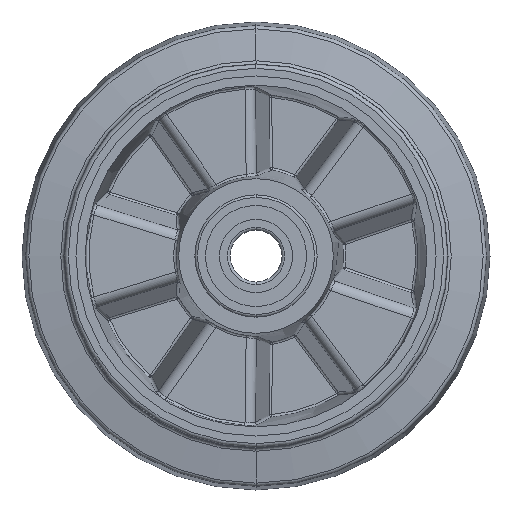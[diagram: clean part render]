
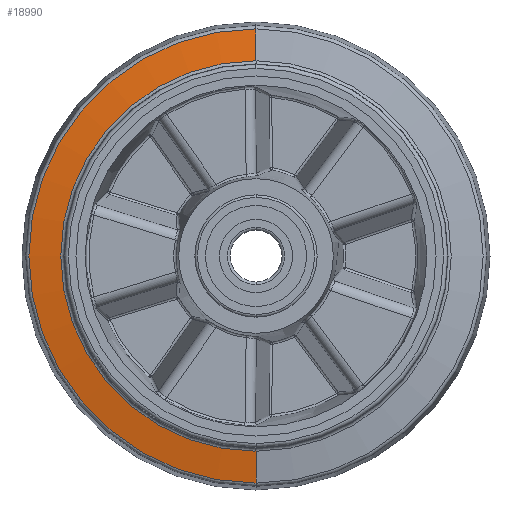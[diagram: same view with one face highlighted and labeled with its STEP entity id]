
A CAD part, left-side view. The second image highlights one B-rep face of the part: STEP entity #18990.
In plain terms, the highlighted conical face has half-angle 80.218 degrees and reference radius 88.5 mm.
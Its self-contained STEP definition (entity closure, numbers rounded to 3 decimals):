
#98 = EDGE_CURVE ( 'NONE', #16596, #15845, #12929, .T. ) ;
#903 = CARTESIAN_POINT ( 'NONE',  ( 11.302, 0., 87.354 ) ) ;
#1105 = VERTEX_POINT ( 'NONE', #17837 ) ;
#1914 = CARTESIAN_POINT ( 'NONE',  ( 11.5, 0., -88.5 ) ) ;
#2398 = ORIENTED_EDGE ( 'NONE', *, *, #9117, .T. ) ;
#2821 = CARTESIAN_POINT ( 'NONE',  ( 11.302, 0., 0. ) ) ;
#2896 = CARTESIAN_POINT ( 'NONE',  ( 9.189, 0., 75.096 ) ) ;
#3428 = VECTOR ( 'NONE', #15144, 1000. ) ;
#3457 = CARTESIAN_POINT ( 'NONE',  ( 9.189, 0., 0. ) ) ;
#4356 = DIRECTION ( 'NONE',  ( 0., 0., 1. ) ) ;
#5031 = DIRECTION ( 'NONE',  ( 0., 0., -1. ) ) ;
#7304 = EDGE_LOOP ( 'NONE', ( #2398, #8487, #16959, #19616 ) ) ;
#8031 = DIRECTION ( 'NONE',  ( 1., 0., 0. ) ) ;
#8487 = ORIENTED_EDGE ( 'NONE', *, *, #16653, .T. ) ;
#9117 = EDGE_CURVE ( 'NONE', #1105, #9531, #18239, .T. ) ;
#9213 = VECTOR ( 'NONE', #11120, 1000. ) ;
#9531 = VERTEX_POINT ( 'NONE', #2896 ) ;
#9678 = EDGE_CURVE ( 'NONE', #1105, #15845, #13304, .T. ) ;
#10936 = FACE_OUTER_BOUND ( 'NONE', #7304, .T. ) ;
#11120 = DIRECTION ( 'NONE',  ( 0.17, 0., -0.985 ) ) ;
#12067 = CARTESIAN_POINT ( 'NONE',  ( 11.5, 0., 88.5 ) ) ;
#12929 = CIRCLE ( 'NONE', #15128, 87.354 ) ;
#13304 = LINE ( 'NONE', #1914, #9213 ) ;
#13599 = DIRECTION ( 'NONE',  ( -1., 0., 0. ) ) ;
#14251 = DIRECTION ( 'NONE',  ( 0., 0., -1. ) ) ;
#14264 = DIRECTION ( 'NONE',  ( 1., 0., 0. ) ) ;
#15128 = AXIS2_PLACEMENT_3D ( 'NONE', #2821, #13599, #4356 ) ;
#15144 = DIRECTION ( 'NONE',  ( 0.17, 0., 0.985 ) ) ;
#15240 = CARTESIAN_POINT ( 'NONE',  ( 11.302, 0., -87.354 ) ) ;
#15736 = CARTESIAN_POINT ( 'NONE',  ( 11.5, 0., 0. ) ) ;
#15747 = LINE ( 'NONE', #12067, #3428 ) ;
#15845 = VERTEX_POINT ( 'NONE', #15240 ) ;
#16596 = VERTEX_POINT ( 'NONE', #903 ) ;
#16653 = EDGE_CURVE ( 'NONE', #9531, #16596, #15747, .T. ) ;
#16690 = AXIS2_PLACEMENT_3D ( 'NONE', #15736, #8031, #14251 ) ;
#16736 = CONICAL_SURFACE ( 'NONE', #16690, 88.5, 1.4 ) ;
#16959 = ORIENTED_EDGE ( 'NONE', *, *, #98, .T. ) ;
#17837 = CARTESIAN_POINT ( 'NONE',  ( 9.189, 0., -75.096 ) ) ;
#18239 = CIRCLE ( 'NONE', #18553, 75.096 ) ;
#18553 = AXIS2_PLACEMENT_3D ( 'NONE', #3457, #14264, #5031 ) ;
#18990 = ADVANCED_FACE ( 'NONE', ( #10936 ), #16736, .T. ) ;
#19616 = ORIENTED_EDGE ( 'NONE', *, *, #9678, .F. ) ;
